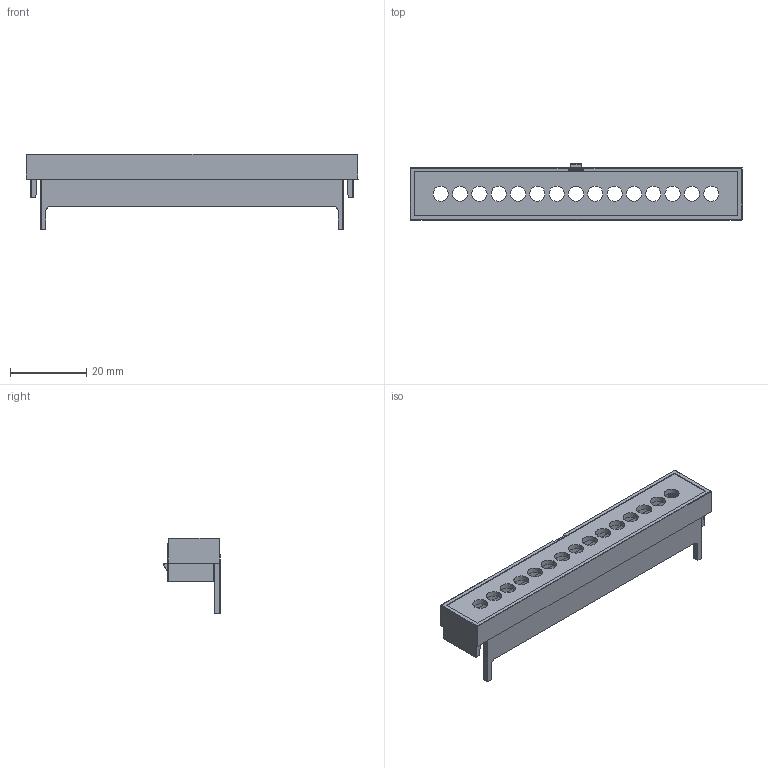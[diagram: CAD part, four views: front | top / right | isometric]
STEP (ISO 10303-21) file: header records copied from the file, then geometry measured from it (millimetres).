
FILE_DESCRIPTION((''),'2;1');
FILE_NAME('COPRIMORSETTO 5MP05 PASSO 5,08.stp','2013-07-03T12:14:00',('stagista'),(''),'Autodesk Inventor 2013','Autodesk Inventor 2013','');
FILE_SCHEMA(('AUTOMOTIVE_DESIGN { 1 0 10303 214 1 1 1 1 }'));
Length unit declared in the file: millimetre
Products named in the file (1): 5MP05
Bounding box: 87.3 x 14.8 x 19.8 mm (x, y, z)
Volume: 4587.4 mm3; surface area: 6560.5 mm2
Topology: 1 solids, 1 shells, 139 faces, 356 edges, 204 vertices
Faces by surface type: cylinder 62, plane 59, sphere 18
Full cylindrical faces by diameter (mm): 4 x15
Entity records: 4043 total; most frequent: DIRECTION 727, CARTESIAN_POINT 669, ORIENTED_EDGE 650, EDGE_CURVE 325, AXIS2_PLACEMENT_3D 262, VERTEX_POINT 204, VECTOR 203, LINE 203
